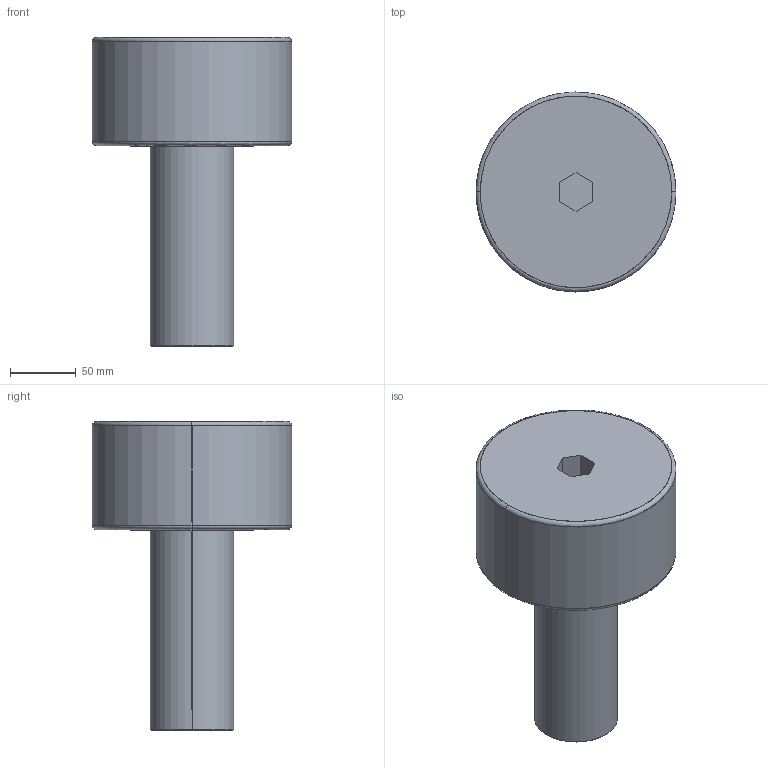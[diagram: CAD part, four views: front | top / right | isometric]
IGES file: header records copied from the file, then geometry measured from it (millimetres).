
Start section: SolidWorks IGES file using analytic representation for surfaces
Global section: file name: CFDEFAU0806957301881.igs; native system: SolidWorks 2014; preprocessor: SolidWorks 2014; author: partstream; date: 140806.095732; units: inch
Bounding box: 152.4 x 152.4 x 235.74 mm (x, y, z)
Surface area: 107614.9 mm2 (no closed solid volume)
Topology: 0 solids, 0 shells, 23 faces, 468 edges, 468 vertices
Faces by surface type: bspline 15, revolution 8
